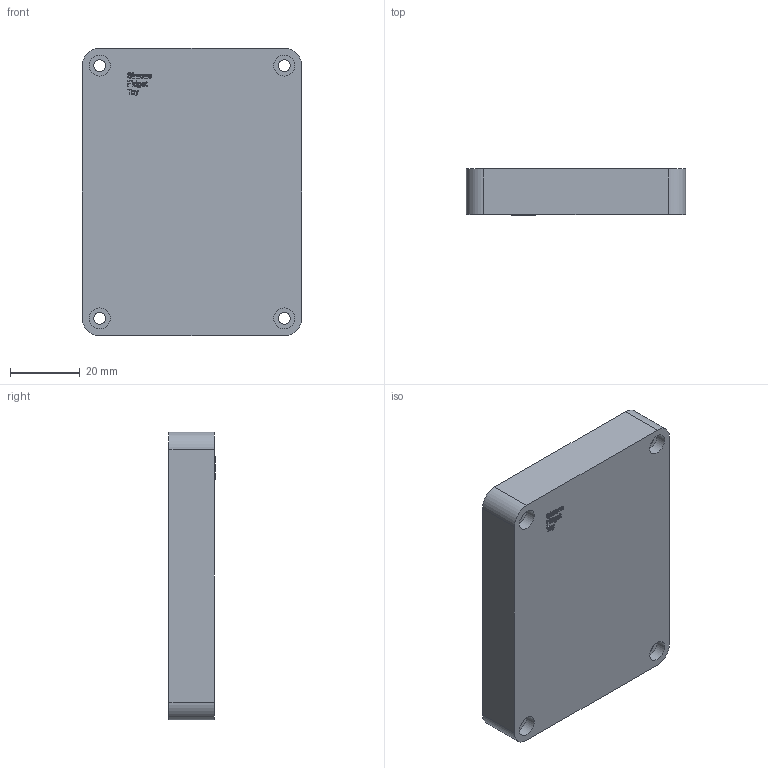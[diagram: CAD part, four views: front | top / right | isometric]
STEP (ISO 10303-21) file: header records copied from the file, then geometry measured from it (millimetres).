
FILE_DESCRIPTION(/* description */ (''),/* implementation_level */ '2;1');
FILE_NAME(/* name */ '90d238d8-42a6-41dd-aafc-ec044d4e1da2.stp',/* time_stamp */ '2026-01-02T14:01:48Z',/* author */ (''),/* organization */ (''),/* preprocessor_version */ 'ST-DEVELOPER v20.1',/* originating_system */ 'Autodesk Translation Framework v14.24.0.0',/* authorisation */ '');
FILE_SCHEMA (('AUTOMOTIVE_DESIGN { 1 0 10303 214 3 1 1 }'));
Length unit declared in the file: millimetre
Products named in the file (2): 2025-12-06-21-36-11-942; 2025-12-06-21-37-52-972
Bounding box: 62.86 x 13.2 x 82.44 mm (x, y, z)
Volume: 37238.7 mm3; surface area: 16601.4 mm2
Topology: 1 solids, 1 shells, 343 faces, 945 edges, 630 vertices
Faces by surface type: bspline 203, plane 128, cylinder 12
Full cylindrical faces by diameter (mm): 3.4 x4, 6 x4
Entity records: 12802 total; most frequent: CARTESIAN_POINT 5372, ORIENTED_EDGE 1890, EDGE_CURVE 945, DIRECTION 849, VERTEX_POINT 630, LINE 515, VECTOR 515, B_SPLINE_CURVE_WITH_KNOTS 406
